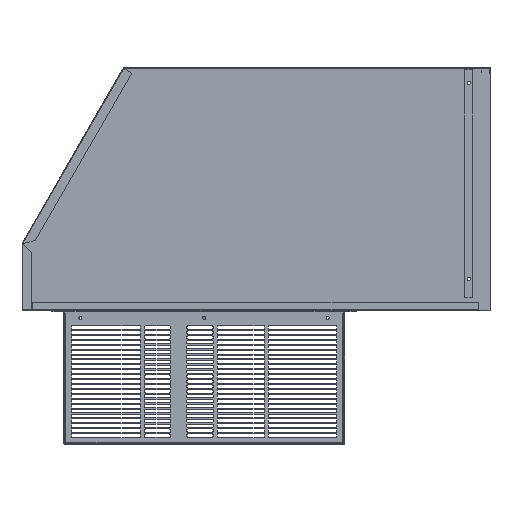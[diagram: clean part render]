
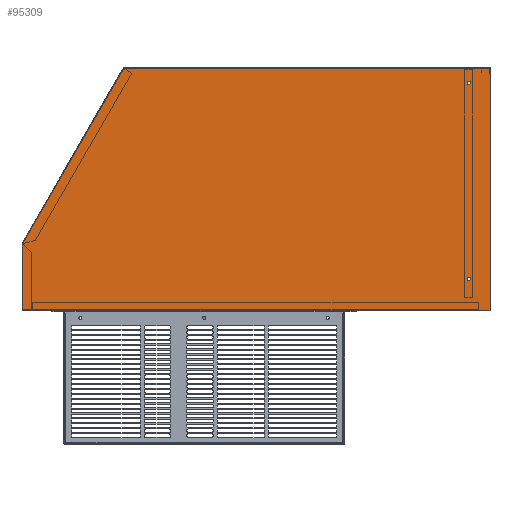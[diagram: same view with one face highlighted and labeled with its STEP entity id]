
A CAD part, left-side view. The second image highlights one B-rep face of the part: STEP entity #95309.
In plain terms, the highlighted planar face has unit normal (-1, 0, 0).
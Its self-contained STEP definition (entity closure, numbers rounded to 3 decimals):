
#759 = DIRECTION ( 'NONE',  ( 0., -1., 0. ) ) ;
#1171 = LINE ( 'NONE', #34365, #37012 ) ;
#1218 = CARTESIAN_POINT ( 'NONE',  ( 24.385, 52.485, 77.972 ) ) ;
#2354 = DIRECTION ( 'NONE',  ( 0., 0., 1. ) ) ;
#2427 = CARTESIAN_POINT ( 'NONE',  ( 24.385, 58.977, 66.732 ) ) ;
#3445 = EDGE_CURVE ( 'NONE', #13074, #54539, #55292, .T. ) ;
#5212 = FACE_BOUND ( 'NONE', #35892, .T. ) ;
#5556 = EDGE_CURVE ( 'NONE', #6698, #48093, #58007, .T. ) ;
#5605 = CARTESIAN_POINT ( 'NONE',  ( 24.385, 30.336, 77.03 ) ) ;
#6698 = VERTEX_POINT ( 'NONE', #7058 ) ;
#7054 = CARTESIAN_POINT ( 'NONE',  ( 24.385, 29.58, 62.461 ) ) ;
#7058 = CARTESIAN_POINT ( 'NONE',  ( 24.385, 58.937, 62.461 ) ) ;
#7675 = CARTESIAN_POINT ( 'NONE',  ( 24.385, 28.977, 77.972 ) ) ;
#7947 = VECTOR ( 'NONE', #66933, 39.37 ) ;
#8344 = CIRCLE ( 'NONE', #27212, 0.102 ) ;
#9134 = AXIS2_PLACEMENT_3D ( 'NONE', #94142, #28896, #12834 ) ;
#10209 = FACE_OUTER_BOUND ( 'NONE', #50731, .T. ) ;
#12310 = EDGE_CURVE ( 'NONE', #54539, #13074, #8344, .T. ) ;
#12593 = EDGE_CURVE ( 'NONE', #36038, #81319, #60530, .T. ) ;
#12834 = DIRECTION ( 'NONE',  ( 0., 0., 1. ) ) ;
#13074 = VERTEX_POINT ( 'NONE', #82374 ) ;
#13243 = EDGE_CURVE ( 'NONE', #51433, #81920, #73195, .T. ) ;
#15706 = ORIENTED_EDGE ( 'NONE', *, *, #84494, .F. ) ;
#18814 = ORIENTED_EDGE ( 'NONE', *, *, #67115, .T. ) ;
#20613 = LINE ( 'NONE', #85352, #94659 ) ;
#21037 = CARTESIAN_POINT ( 'NONE',  ( 24.385, 28.977, 62.421 ) ) ;
#21345 = CARTESIAN_POINT ( 'NONE',  ( 24.385, 30.336, 77.03 ) ) ;
#21735 = DIRECTION ( 'NONE',  ( 0., 1., 0. ) ) ;
#21875 = DIRECTION ( 'NONE',  ( 1., 0., 0. ) ) ;
#26520 = AXIS2_PLACEMENT_3D ( 'NONE', #5605, #62840, #95476 ) ;
#26580 = CARTESIAN_POINT ( 'NONE',  ( 24.385, 30.336, 64.568 ) ) ;
#27212 = AXIS2_PLACEMENT_3D ( 'NONE', #34480, #91710, #2354 ) ;
#27331 = PLANE ( 'NONE',  #75577 ) ;
#28896 = DIRECTION ( 'NONE',  ( 1., 0., 0. ) ) ;
#29026 = LINE ( 'NONE', #52060, #78317 ) ;
#29569 = DIRECTION ( 'NONE',  ( 0., 1., 0. ) ) ;
#30466 = ORIENTED_EDGE ( 'NONE', *, *, #12593, .F. ) ;
#31063 = VERTEX_POINT ( 'NONE', #92935 ) ;
#31212 = VERTEX_POINT ( 'NONE', #87563 ) ;
#33844 = DIRECTION ( 'NONE',  ( 0., -0.5, 0.866 ) ) ;
#34365 = CARTESIAN_POINT ( 'NONE',  ( 24.385, 58.977, 66.732 ) ) ;
#34411 = VECTOR ( 'NONE', #21735, 39.37 ) ;
#34480 = CARTESIAN_POINT ( 'NONE',  ( 24.385, 30.336, 64.467 ) ) ;
#35098 = ORIENTED_EDGE ( 'NONE', *, *, #101331, .F. ) ;
#35454 = CARTESIAN_POINT ( 'NONE',  ( 24.385, 58.977, 62.421 ) ) ;
#35892 = EDGE_LOOP ( 'NONE', ( #79743, #37802 ) ) ;
#36038 = VERTEX_POINT ( 'NONE', #35454 ) ;
#36891 = EDGE_CURVE ( 'NONE', #60331, #80209, #70413, .T. ) ;
#37012 = VECTOR ( 'NONE', #33844, 39.37 ) ;
#37308 = AXIS2_PLACEMENT_3D ( 'NONE', #21345, #21875, #60913 ) ;
#37802 = ORIENTED_EDGE ( 'NONE', *, *, #12310, .T. ) ;
#42335 = EDGE_CURVE ( 'NONE', #81920, #51433, #84558, .T. ) ;
#43455 = VERTEX_POINT ( 'NONE', #21037 ) ;
#43795 = EDGE_CURVE ( 'NONE', #60331, #43455, #98518, .T. ) ;
#44062 = CARTESIAN_POINT ( 'NONE',  ( 24.385, 30.336, 77.131 ) ) ;
#48093 = VERTEX_POINT ( 'NONE', #7054 ) ;
#50731 = EDGE_LOOP ( 'NONE', ( #68403, #86662, #64689, #18814, #35098, #72610, #71714, #15706, #30466 ) ) ;
#51401 = FACE_BOUND ( 'NONE', #91038, .T. ) ;
#51433 = VERTEX_POINT ( 'NONE', #44062 ) ;
#52060 = CARTESIAN_POINT ( 'NONE',  ( 24.385, 58.977, 62.421 ) ) ;
#52137 = ORIENTED_EDGE ( 'NONE', *, *, #13243, .T. ) ;
#52194 = VECTOR ( 'NONE', #88908, 39.37 ) ;
#54539 = VERTEX_POINT ( 'NONE', #26580 ) ;
#55292 = CIRCLE ( 'NONE', #9134, 0.102 ) ;
#58007 = LINE ( 'NONE', #98663, #103462 ) ;
#60331 = VERTEX_POINT ( 'NONE', #7675 ) ;
#60530 = LINE ( 'NONE', #83557, #61181 ) ;
#60913 = DIRECTION ( 'NONE',  ( 0., 0., 1. ) ) ;
#61181 = VECTOR ( 'NONE', #100137, 39.37 ) ;
#61467 = EDGE_CURVE ( 'NONE', #31063, #36038, #29026, .T. ) ;
#62840 = DIRECTION ( 'NONE',  ( 1., 0., 0. ) ) ;
#64689 = ORIENTED_EDGE ( 'NONE', *, *, #5556, .T. ) ;
#65356 = LINE ( 'NONE', #97450, #52194 ) ;
#66933 = DIRECTION ( 'NONE',  ( 0., 0., -1. ) ) ;
#67115 = EDGE_CURVE ( 'NONE', #48093, #31212, #104473, .T. ) ;
#68403 = ORIENTED_EDGE ( 'NONE', *, *, #61467, .F. ) ;
#70413 = LINE ( 'NONE', #79494, #34411 ) ;
#71315 = CARTESIAN_POINT ( 'NONE',  ( 24.385, 29.58, 78.012 ) ) ;
#71714 = ORIENTED_EDGE ( 'NONE', *, *, #36891, .T. ) ;
#72610 = ORIENTED_EDGE ( 'NONE', *, *, #43795, .F. ) ;
#73195 = CIRCLE ( 'NONE', #37308, 0.102 ) ;
#73879 = VECTOR ( 'NONE', #103422, 39.37 ) ;
#75577 = AXIS2_PLACEMENT_3D ( 'NONE', #79057, #101145, #100085 ) ;
#78114 = CARTESIAN_POINT ( 'NONE',  ( 24.385, 30.336, 76.928 ) ) ;
#78317 = VECTOR ( 'NONE', #29569, 39.37 ) ;
#79057 = CARTESIAN_POINT ( 'NONE',  ( 24.385, 28.977, 78.012 ) ) ;
#79494 = CARTESIAN_POINT ( 'NONE',  ( 24.385, 28.977, 77.972 ) ) ;
#79743 = ORIENTED_EDGE ( 'NONE', *, *, #3445, .T. ) ;
#80209 = VERTEX_POINT ( 'NONE', #1218 ) ;
#81319 = VERTEX_POINT ( 'NONE', #2427 ) ;
#81920 = VERTEX_POINT ( 'NONE', #78114 ) ;
#82374 = CARTESIAN_POINT ( 'NONE',  ( 24.385, 30.336, 64.365 ) ) ;
#83557 = CARTESIAN_POINT ( 'NONE',  ( 24.385, 58.977, 66.732 ) ) ;
#84494 = EDGE_CURVE ( 'NONE', #81319, #80209, #1171, .T. ) ;
#84558 = CIRCLE ( 'NONE', #26520, 0.102 ) ;
#85352 = CARTESIAN_POINT ( 'NONE',  ( 24.385, 58.937, 78.012 ) ) ;
#86662 = ORIENTED_EDGE ( 'NONE', *, *, #98465, .T. ) ;
#87563 = CARTESIAN_POINT ( 'NONE',  ( 24.385, 29.58, 62.421 ) ) ;
#88908 = DIRECTION ( 'NONE',  ( 0., 1., 0. ) ) ;
#89063 = ORIENTED_EDGE ( 'NONE', *, *, #42335, .T. ) ;
#91038 = EDGE_LOOP ( 'NONE', ( #89063, #52137 ) ) ;
#91710 = DIRECTION ( 'NONE',  ( 1., 0., 0. ) ) ;
#92935 = CARTESIAN_POINT ( 'NONE',  ( 24.385, 58.937, 62.421 ) ) ;
#94142 = CARTESIAN_POINT ( 'NONE',  ( 24.385, 30.336, 64.467 ) ) ;
#94659 = VECTOR ( 'NONE', #94955, 39.37 ) ;
#94955 = DIRECTION ( 'NONE',  ( 0., 0., 1. ) ) ;
#95309 = ADVANCED_FACE ( 'NONE', ( #5212, #51401, #10209 ), #27331, .T. ) ;
#95476 = DIRECTION ( 'NONE',  ( 0., 0., 1. ) ) ;
#97450 = CARTESIAN_POINT ( 'NONE',  ( 24.385, 58.977, 62.421 ) ) ;
#98002 = CARTESIAN_POINT ( 'NONE',  ( 24.385, 28.977, 62.421 ) ) ;
#98465 = EDGE_CURVE ( 'NONE', #31063, #6698, #20613, .T. ) ;
#98518 = LINE ( 'NONE', #98002, #7947 ) ;
#98663 = CARTESIAN_POINT ( 'NONE',  ( 24.385, 58.937, 62.461 ) ) ;
#100085 = DIRECTION ( 'NONE',  ( 0., 0., 1. ) ) ;
#100137 = DIRECTION ( 'NONE',  ( 0., 0., 1. ) ) ;
#101145 = DIRECTION ( 'NONE',  ( -1., 0., 0. ) ) ;
#101331 = EDGE_CURVE ( 'NONE', #43455, #31212, #65356, .T. ) ;
#103422 = DIRECTION ( 'NONE',  ( 0., 0., -1. ) ) ;
#103462 = VECTOR ( 'NONE', #759, 39.37 ) ;
#104473 = LINE ( 'NONE', #71315, #73879 ) ;
